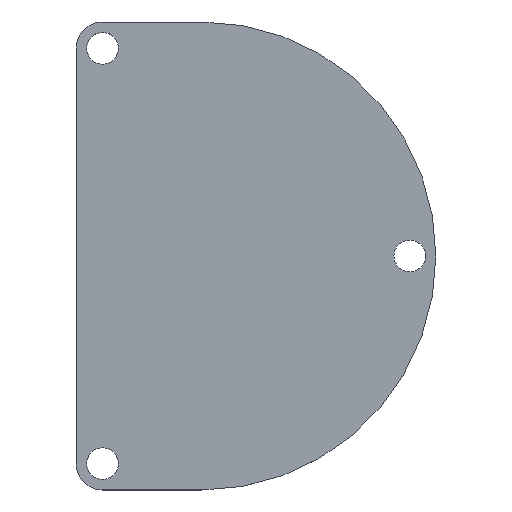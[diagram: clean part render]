
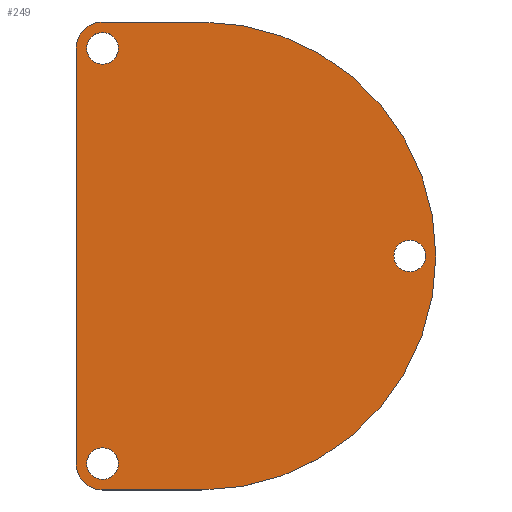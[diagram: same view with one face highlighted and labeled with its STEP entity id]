
A CAD part, top view. The second image highlights one B-rep face of the part: STEP entity #249.
In plain terms, the highlighted planar face has unit normal (0, 0, 1).
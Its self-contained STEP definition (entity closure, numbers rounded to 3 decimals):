
#2=CARTESIAN_POINT('',(7.,-55.7,0.));
#3=DIRECTION('',(0.,0.,1.));
#4=DIRECTION('',(-1.,0.,0.));
#5=AXIS2_PLACEMENT_3D('',#2,#3,#4);
#7=DIRECTION('',(0.,-1.,0.));
#8=VECTOR('',#7,111.4);
#9=CARTESIAN_POINT('',(0.,55.7,0.));
#10=LINE('',#9,#8);
#11=CARTESIAN_POINT('',(7.,55.7,0.));
#12=DIRECTION('',(0.,0.,1.));
#13=DIRECTION('',(0.,1.,0.));
#14=AXIS2_PLACEMENT_3D('',#11,#12,#13);
#16=DIRECTION('',(-1.,0.,0.));
#17=VECTOR('',#16,26.7);
#18=CARTESIAN_POINT('',(33.7,62.7,0.));
#19=LINE('',#18,#17);
#20=CARTESIAN_POINT('',(33.7,0.,0.));
#21=DIRECTION('',(0.,0.,1.));
#22=DIRECTION('',(0.,-1.,0.));
#23=AXIS2_PLACEMENT_3D('',#20,#21,#22);
#25=DIRECTION('',(1.,0.,0.));
#26=VECTOR('',#25,26.7);
#27=CARTESIAN_POINT('',(7.,-62.7,0.));
#28=LINE('',#27,#26);
#29=CARTESIAN_POINT('',(7.1,55.65,0.));
#30=DIRECTION('',(0.,0.,1.));
#31=DIRECTION('',(0.,-1.,0.));
#32=AXIS2_PLACEMENT_3D('',#29,#30,#31);
#34=CARTESIAN_POINT('',(7.1,55.65,0.));
#35=DIRECTION('',(0.,0.,1.));
#36=DIRECTION('',(0.,1.,0.));
#37=AXIS2_PLACEMENT_3D('',#34,#35,#36);
#39=CARTESIAN_POINT('',(7.1,-55.65,0.));
#40=DIRECTION('',(0.,0.,1.));
#41=DIRECTION('',(0.,-1.,0.));
#42=AXIS2_PLACEMENT_3D('',#39,#40,#41);
#44=CARTESIAN_POINT('',(7.1,-55.65,0.));
#45=DIRECTION('',(0.,0.,1.));
#46=DIRECTION('',(0.,1.,0.));
#47=AXIS2_PLACEMENT_3D('',#44,#45,#46);
#49=CARTESIAN_POINT('',(89.4,0.,0.));
#50=DIRECTION('',(0.,0.,1.));
#51=DIRECTION('',(0.,-1.,0.));
#52=AXIS2_PLACEMENT_3D('',#49,#50,#51);
#54=CARTESIAN_POINT('',(89.4,0.,0.));
#55=DIRECTION('',(0.,0.,1.));
#56=DIRECTION('',(0.,1.,0.));
#57=AXIS2_PLACEMENT_3D('',#54,#55,#56);
#168=CARTESIAN_POINT('',(0.,-55.7,0.));
#169=VERTEX_POINT('',#168);
#170=CARTESIAN_POINT('',(7.,-62.7,0.));
#171=VERTEX_POINT('',#170);
#176=CARTESIAN_POINT('',(7.,62.7,0.));
#177=VERTEX_POINT('',#176);
#178=CARTESIAN_POINT('',(0.,55.7,0.));
#179=VERTEX_POINT('',#178);
#180=CARTESIAN_POINT('',(33.7,-62.7,0.));
#181=VERTEX_POINT('',#180);
#182=CARTESIAN_POINT('',(33.7,62.7,0.));
#183=VERTEX_POINT('',#182);
#188=CARTESIAN_POINT('',(7.1,51.4,0.));
#189=CARTESIAN_POINT('',(7.1,59.9,0.));
#190=VERTEX_POINT('',#188);
#191=VERTEX_POINT('',#189);
#192=CARTESIAN_POINT('',(7.1,-59.9,0.));
#193=CARTESIAN_POINT('',(7.1,-51.4,0.));
#194=VERTEX_POINT('',#192);
#195=VERTEX_POINT('',#193);
#196=CARTESIAN_POINT('',(89.4,-4.25,0.));
#197=CARTESIAN_POINT('',(89.4,4.25,0.));
#198=VERTEX_POINT('',#196);
#199=VERTEX_POINT('',#197);
#212=CARTESIAN_POINT('',(0.,0.,0.));
#213=DIRECTION('',(0.,0.,1.));
#214=DIRECTION('',(1.,0.,0.));
#215=AXIS2_PLACEMENT_3D('',#212,#213,#214);
#216=PLANE('',#215);
#218=ORIENTED_EDGE('',*,*,#217,.F.);
#220=ORIENTED_EDGE('',*,*,#219,.F.);
#222=ORIENTED_EDGE('',*,*,#221,.F.);
#224=ORIENTED_EDGE('',*,*,#223,.F.);
#226=ORIENTED_EDGE('',*,*,#225,.F.);
#228=ORIENTED_EDGE('',*,*,#227,.F.);
#229=EDGE_LOOP('',(#218,#220,#222,#224,#226,#228));
#230=FACE_OUTER_BOUND('',#229,.F.);
#232=ORIENTED_EDGE('',*,*,#231,.T.);
#234=ORIENTED_EDGE('',*,*,#233,.T.);
#235=EDGE_LOOP('',(#232,#234));
#236=FACE_BOUND('',#235,.F.);
#238=ORIENTED_EDGE('',*,*,#237,.T.);
#240=ORIENTED_EDGE('',*,*,#239,.T.);
#241=EDGE_LOOP('',(#238,#240));
#242=FACE_BOUND('',#241,.F.);
#244=ORIENTED_EDGE('',*,*,#243,.T.);
#246=ORIENTED_EDGE('',*,*,#245,.T.);
#247=EDGE_LOOP('',(#244,#246));
#248=FACE_BOUND('',#247,.F.);
#249=ADVANCED_FACE('',(#230,#236,#242,#248),#216,.T.);
#6=CIRCLE('',#5,7.);
#15=CIRCLE('',#14,7.);
#24=CIRCLE('',#23,62.7);
#33=CIRCLE('',#32,4.25);
#38=CIRCLE('',#37,4.25);
#43=CIRCLE('',#42,4.25);
#48=CIRCLE('',#47,4.25);
#53=CIRCLE('',#52,4.25);
#58=CIRCLE('',#57,4.25);
#217=EDGE_CURVE('',#169,#171,#6,.T.);
#219=EDGE_CURVE('',#179,#169,#10,.T.);
#221=EDGE_CURVE('',#177,#179,#15,.T.);
#223=EDGE_CURVE('',#183,#177,#19,.T.);
#225=EDGE_CURVE('',#181,#183,#24,.T.);
#227=EDGE_CURVE('',#171,#181,#28,.T.);
#231=EDGE_CURVE('',#190,#191,#33,.T.);
#233=EDGE_CURVE('',#191,#190,#38,.T.);
#237=EDGE_CURVE('',#194,#195,#43,.T.);
#239=EDGE_CURVE('',#195,#194,#48,.T.);
#243=EDGE_CURVE('',#198,#199,#53,.T.);
#245=EDGE_CURVE('',#199,#198,#58,.T.);
